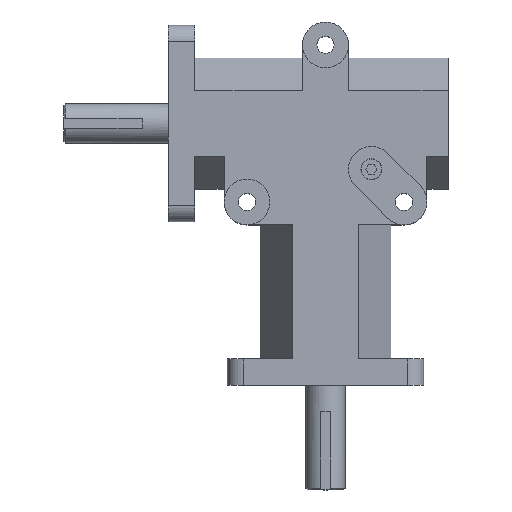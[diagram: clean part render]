
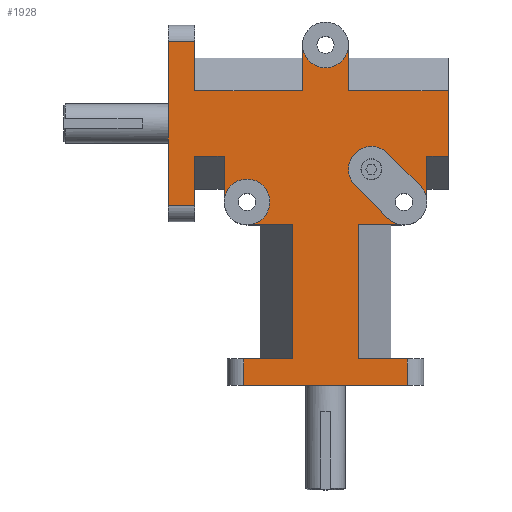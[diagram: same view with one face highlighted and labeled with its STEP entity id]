
A CAD part, top view. The second image highlights one B-rep face of the part: STEP entity #1928.
In plain terms, the highlighted planar face has unit normal (0, 0, 1).
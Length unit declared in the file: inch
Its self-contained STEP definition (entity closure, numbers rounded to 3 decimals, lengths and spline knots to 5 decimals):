
#26=LINE('',#2859,#217);
#28=LINE('',#2868,#219);
#33=LINE('',#2892,#224);
#38=LINE('',#2913,#229);
#41=LINE('',#2925,#232);
#47=LINE('',#2939,#238);
#51=LINE('',#2953,#242);
#57=LINE('',#2968,#248);
#58=LINE('',#2970,#249);
#59=LINE('',#2972,#250);
#60=LINE('',#2976,#251);
#61=LINE('',#2977,#252);
#62=LINE('',#2978,#253);
#63=LINE('',#2980,#254);
#64=LINE('',#2982,#255);
#65=LINE('',#2984,#256);
#66=LINE('',#2988,#257);
#67=LINE('',#2992,#258);
#68=LINE('',#2996,#259);
#69=LINE('',#2998,#260);
#70=LINE('',#3000,#261);
#71=LINE('',#3002,#262);
#72=LINE('',#3004,#263);
#73=LINE('',#3008,#264);
#74=LINE('',#3009,#265);
#217=VECTOR('',#2282,1.);
#219=VECTOR('',#2290,1.);
#224=VECTOR('',#2311,1.);
#229=VECTOR('',#2330,1.);
#232=VECTOR('',#2341,1.);
#238=VECTOR('',#2353,1.);
#242=VECTOR('',#2367,1.);
#248=VECTOR('',#2379,1.);
#249=VECTOR('',#2380,1.);
#250=VECTOR('',#2381,1.);
#251=VECTOR('',#2384,1.);
#252=VECTOR('',#2385,1.);
#253=VECTOR('',#2386,1.);
#254=VECTOR('',#2387,1.);
#255=VECTOR('',#2388,1.);
#256=VECTOR('',#2389,1.);
#257=VECTOR('',#2392,1.);
#258=VECTOR('',#2395,1.);
#259=VECTOR('',#2398,1.);
#260=VECTOR('',#2399,1.);
#261=VECTOR('',#2400,1.);
#262=VECTOR('',#2401,1.);
#263=VECTOR('',#2402,1.);
#264=VECTOR('',#2405,1.);
#265=VECTOR('',#2406,1.);
#491=FACE_OUTER_BOUND('',#618,.T.);
#618=EDGE_LOOP('',(#1367,#1368,#1369,#1370,#1371,#1372,#1373,#1374,#1375,
#1376,#1377,#1378,#1379,#1380,#1381,#1382,#1383,#1384,#1385,#1386,#1387,
#1388,#1389,#1390,#1391,#1392,#1393,#1394,#1395,#1396));
#767=CIRCLE('',#2091,0.4375);
#768=CIRCLE('',#2092,0.4375);
#769=CIRCLE('',#2093,0.4375);
#770=CIRCLE('',#2094,0.4375);
#771=CIRCLE('',#2095,0.4375);
#828=VERTEX_POINT('',#2852);
#831=VERTEX_POINT('',#2857);
#832=VERTEX_POINT('',#2861);
#835=VERTEX_POINT('',#2866);
#845=VERTEX_POINT('',#2889);
#846=VERTEX_POINT('',#2891);
#852=VERTEX_POINT('',#2906);
#855=VERTEX_POINT('',#2911);
#860=VERTEX_POINT('',#2924);
#870=VERTEX_POINT('',#2952);
#876=VERTEX_POINT('',#2967);
#877=VERTEX_POINT('',#2969);
#878=VERTEX_POINT('',#2971);
#879=VERTEX_POINT('',#2973);
#880=VERTEX_POINT('',#2975);
#881=VERTEX_POINT('',#2979);
#882=VERTEX_POINT('',#2981);
#883=VERTEX_POINT('',#2983);
#884=VERTEX_POINT('',#2985);
#885=VERTEX_POINT('',#2987);
#886=VERTEX_POINT('',#2989);
#887=VERTEX_POINT('',#2991);
#888=VERTEX_POINT('',#2993);
#889=VERTEX_POINT('',#2995);
#890=VERTEX_POINT('',#2997);
#891=VERTEX_POINT('',#2999);
#892=VERTEX_POINT('',#3001);
#893=VERTEX_POINT('',#3003);
#894=VERTEX_POINT('',#3005);
#895=VERTEX_POINT('',#3007);
#1019=EDGE_CURVE('',#831,#828,#26,.T.);
#1023=EDGE_CURVE('',#835,#832,#28,.T.);
#1033=EDGE_CURVE('',#845,#846,#33,.T.);
#1043=EDGE_CURVE('',#855,#852,#38,.T.);
#1048=EDGE_CURVE('',#832,#860,#41,.T.);
#1056=EDGE_CURVE('',#828,#835,#47,.T.);
#1064=EDGE_CURVE('',#846,#870,#51,.T.);
#1072=EDGE_CURVE('',#876,#831,#57,.T.);
#1073=EDGE_CURVE('',#877,#876,#58,.T.);
#1074=EDGE_CURVE('',#878,#877,#59,.T.);
#1075=EDGE_CURVE('',#878,#879,#767,.T.);
#1076=EDGE_CURVE('',#880,#879,#60,.T.);
#1077=EDGE_CURVE('',#870,#880,#61,.T.);
#1078=EDGE_CURVE('',#852,#845,#62,.T.);
#1079=EDGE_CURVE('',#881,#855,#63,.T.);
#1080=EDGE_CURVE('',#882,#881,#64,.T.);
#1081=EDGE_CURVE('',#883,#882,#65,.T.);
#1082=EDGE_CURVE('',#883,#884,#768,.T.);
#1083=EDGE_CURVE('',#884,#885,#66,.T.);
#1084=EDGE_CURVE('',#885,#886,#769,.T.);
#1085=EDGE_CURVE('',#886,#887,#67,.T.);
#1086=EDGE_CURVE('',#887,#888,#770,.T.);
#1087=EDGE_CURVE('',#889,#888,#68,.T.);
#1088=EDGE_CURVE('',#890,#889,#69,.T.);
#1089=EDGE_CURVE('',#890,#891,#70,.T.);
#1090=EDGE_CURVE('',#892,#891,#71,.T.);
#1091=EDGE_CURVE('',#893,#892,#72,.T.);
#1092=EDGE_CURVE('',#893,#894,#771,.T.);
#1093=EDGE_CURVE('',#895,#894,#73,.T.);
#1094=EDGE_CURVE('',#860,#895,#74,.T.);
#1367=ORIENTED_EDGE('',*,*,#1019,.F.);
#1368=ORIENTED_EDGE('',*,*,#1072,.F.);
#1369=ORIENTED_EDGE('',*,*,#1073,.F.);
#1370=ORIENTED_EDGE('',*,*,#1074,.F.);
#1371=ORIENTED_EDGE('',*,*,#1075,.T.);
#1372=ORIENTED_EDGE('',*,*,#1076,.F.);
#1373=ORIENTED_EDGE('',*,*,#1077,.F.);
#1374=ORIENTED_EDGE('',*,*,#1064,.F.);
#1375=ORIENTED_EDGE('',*,*,#1033,.F.);
#1376=ORIENTED_EDGE('',*,*,#1078,.F.);
#1377=ORIENTED_EDGE('',*,*,#1043,.F.);
#1378=ORIENTED_EDGE('',*,*,#1079,.F.);
#1379=ORIENTED_EDGE('',*,*,#1080,.F.);
#1380=ORIENTED_EDGE('',*,*,#1081,.F.);
#1381=ORIENTED_EDGE('',*,*,#1082,.T.);
#1382=ORIENTED_EDGE('',*,*,#1083,.T.);
#1383=ORIENTED_EDGE('',*,*,#1084,.T.);
#1384=ORIENTED_EDGE('',*,*,#1085,.T.);
#1385=ORIENTED_EDGE('',*,*,#1086,.T.);
#1386=ORIENTED_EDGE('',*,*,#1087,.F.);
#1387=ORIENTED_EDGE('',*,*,#1088,.F.);
#1388=ORIENTED_EDGE('',*,*,#1089,.T.);
#1389=ORIENTED_EDGE('',*,*,#1090,.F.);
#1390=ORIENTED_EDGE('',*,*,#1091,.F.);
#1391=ORIENTED_EDGE('',*,*,#1092,.T.);
#1392=ORIENTED_EDGE('',*,*,#1093,.F.);
#1393=ORIENTED_EDGE('',*,*,#1094,.F.);
#1394=ORIENTED_EDGE('',*,*,#1048,.F.);
#1395=ORIENTED_EDGE('',*,*,#1023,.F.);
#1396=ORIENTED_EDGE('',*,*,#1056,.F.);
#1845=PLANE('',#2090);
#1928=ADVANCED_FACE('',(#491),#1845,.T.);
#2090=AXIS2_PLACEMENT_3D('',#2966,#2377,#2378);
#2091=AXIS2_PLACEMENT_3D('',#2974,#2382,#2383);
#2092=AXIS2_PLACEMENT_3D('',#2986,#2390,#2391);
#2093=AXIS2_PLACEMENT_3D('',#2990,#2393,#2394);
#2094=AXIS2_PLACEMENT_3D('',#2994,#2396,#2397);
#2095=AXIS2_PLACEMENT_3D('',#3006,#2403,#2404);
#2282=DIRECTION('',(-1.,0.,0.));
#2290=DIRECTION('',(1.,0.,0.));
#2311=DIRECTION('',(0.,1.,0.));
#2330=DIRECTION('',(0.,-1.,0.));
#2341=DIRECTION('',(0.,-1.,0.));
#2353=DIRECTION('',(0.,1.,0.));
#2367=DIRECTION('',(1.,0.,0.));
#2377=DIRECTION('center_axis',(0.,0.,1.));
#2378=DIRECTION('ref_axis',(-1.,0.,0.));
#2379=DIRECTION('',(0.,-1.,0.));
#2380=DIRECTION('',(-1.,0.,0.));
#2381=DIRECTION('',(0.,1.,0.));
#2382=DIRECTION('center_axis',(0.,0.,-1.));
#2383=DIRECTION('ref_axis',(1.,0.,0.));
#2384=DIRECTION('',(-1.,0.,0.));
#2385=DIRECTION('',(0.,1.,0.));
#2386=DIRECTION('',(-1.,0.,0.));
#2387=DIRECTION('',(1.,0.,0.));
#2388=DIRECTION('',(0.,-1.,0.));
#2389=DIRECTION('',(-1.,0.,0.));
#2390=DIRECTION('center_axis',(0.,0.,-1.));
#2391=DIRECTION('ref_axis',(1.,0.,0.));
#2392=DIRECTION('',(-0.707,0.707,0.));
#2393=DIRECTION('center_axis',(0.,0.,-1.));
#2394=DIRECTION('ref_axis',(1.,0.,0.));
#2395=DIRECTION('',(0.707,-0.707,0.));
#2396=DIRECTION('center_axis',(0.,0.,-1.));
#2397=DIRECTION('ref_axis',(1.,0.,0.));
#2398=DIRECTION('',(0.,-1.,0.));
#2399=DIRECTION('',(-1.,0.,0.));
#2400=DIRECTION('',(0.,1.,0.));
#2401=DIRECTION('',(1.,0.,0.));
#2402=DIRECTION('',(0.,-1.,0.));
#2403=DIRECTION('center_axis',(0.,0.,-1.));
#2404=DIRECTION('ref_axis',(1.,0.,0.));
#2405=DIRECTION('',(0.,1.,0.));
#2406=DIRECTION('',(1.,0.,0.));
#2852=CARTESIAN_POINT('',(-3.,3.435,1.4375));
#2857=CARTESIAN_POINT('',(-2.5,3.435,1.4375));
#2859=CARTESIAN_POINT('',(-1.5,3.435,1.4375));
#2861=CARTESIAN_POINT('',(-2.5,6.565,1.4375));
#2866=CARTESIAN_POINT('',(-3.,6.565,1.4375));
#2868=CARTESIAN_POINT('',(-1.25,6.565,1.4375));
#2889=CARTESIAN_POINT('',(-1.565,0.,1.4375));
#2891=CARTESIAN_POINT('',(-1.565,0.5,1.4375));
#2892=CARTESIAN_POINT('',(-1.565,2.09298,1.4375));
#2906=CARTESIAN_POINT('',(1.565,0.,1.4375));
#2911=CARTESIAN_POINT('',(1.565,0.5,1.4375));
#2913=CARTESIAN_POINT('',(1.565,1.84298,1.4375));
#2924=CARTESIAN_POINT('',(-2.5,5.625,1.4375));
#2925=CARTESIAN_POINT('',(-2.5,4.96798,1.4375));
#2939=CARTESIAN_POINT('',(-3.,3.125,1.4375));
#2952=CARTESIAN_POINT('',(-0.625,0.5,1.4375));
#2953=CARTESIAN_POINT('',(-0.625,0.5,1.4375));
#2966=CARTESIAN_POINT('Origin',(0.,3.68595,
1.4375));
#2967=CARTESIAN_POINT('',(-2.5,4.375,1.4375));
#2968=CARTESIAN_POINT('',(-2.5,3.125,1.4375));
#2969=CARTESIAN_POINT('',(-1.9375,4.375,1.4375));
#2970=CARTESIAN_POINT('',(-1.25,4.375,1.4375));
#2971=CARTESIAN_POINT('',(-1.9375,3.5,1.4375));
#2972=CARTESIAN_POINT('',(-1.9375,3.71798,1.4375));
#2973=CARTESIAN_POINT('',(-1.5,3.0625,1.4375));
#2974=CARTESIAN_POINT('Origin',(-1.5,3.5,1.4375));
#2975=CARTESIAN_POINT('',(-0.625,3.0625,1.4375));
#2976=CARTESIAN_POINT('',(-1.5,3.0625,1.4375));
#2977=CARTESIAN_POINT('',(-0.625,3.37423,1.4375));
#2978=CARTESIAN_POINT('',(1.875,0.,1.4375));
#2979=CARTESIAN_POINT('',(0.625,0.5,1.4375));
#2980=CARTESIAN_POINT('',(1.875,0.5,1.4375));
#2981=CARTESIAN_POINT('',(0.625,3.0625,1.4375));
#2982=CARTESIAN_POINT('',(0.625,2.09298,1.4375));
#2983=CARTESIAN_POINT('',(1.5,3.0625,1.4375));
#2984=CARTESIAN_POINT('',(0.625,3.0625,1.4375));
#2985=CARTESIAN_POINT('',(1.19064,3.19064,1.4375));
#2986=CARTESIAN_POINT('Origin',(1.5,3.5,1.4375));
#2987=CARTESIAN_POINT('',(0.56564,3.81564,1.4375));
#2988=CARTESIAN_POINT('',(0.76915,3.61213,1.4375));
#2989=CARTESIAN_POINT('',(1.18436,4.43436,1.4375));
#2990=CARTESIAN_POINT('Origin',(0.875,4.125,1.4375));
#2991=CARTESIAN_POINT('',(1.80936,3.80936,1.4375));
#2992=CARTESIAN_POINT('',(1.07537,4.54335,1.4375));
#2993=CARTESIAN_POINT('',(1.9375,3.5,1.4375));
#2994=CARTESIAN_POINT('Origin',(1.5,3.5,1.4375));
#2995=CARTESIAN_POINT('',(1.9375,4.375,1.4375));
#2996=CARTESIAN_POINT('',(1.9375,3.5,1.4375));
#2997=CARTESIAN_POINT('',(2.344,4.375,1.4375));
#2998=CARTESIAN_POINT('',(0.96875,4.375,1.4375));
#2999=CARTESIAN_POINT('',(2.344,5.625,1.4375));
#3000=CARTESIAN_POINT('',(2.344,0.62003,1.4375));
#3001=CARTESIAN_POINT('',(0.4375,5.625,1.4375));
#3002=CARTESIAN_POINT('',(1.25,5.625,1.4375));
#3003=CARTESIAN_POINT('',(0.4375,6.5,1.4375));
#3004=CARTESIAN_POINT('',(0.4375,4.96798,1.4375));
#3005=CARTESIAN_POINT('',(-0.4375,6.5,1.4375));
#3006=CARTESIAN_POINT('Origin',(0.,6.5,1.4375));
#3007=CARTESIAN_POINT('',(-0.4375,5.625,1.4375));
#3008=CARTESIAN_POINT('',(-0.4375,6.5,1.4375));
#3009=CARTESIAN_POINT('',(-0.21875,5.625,1.4375));
